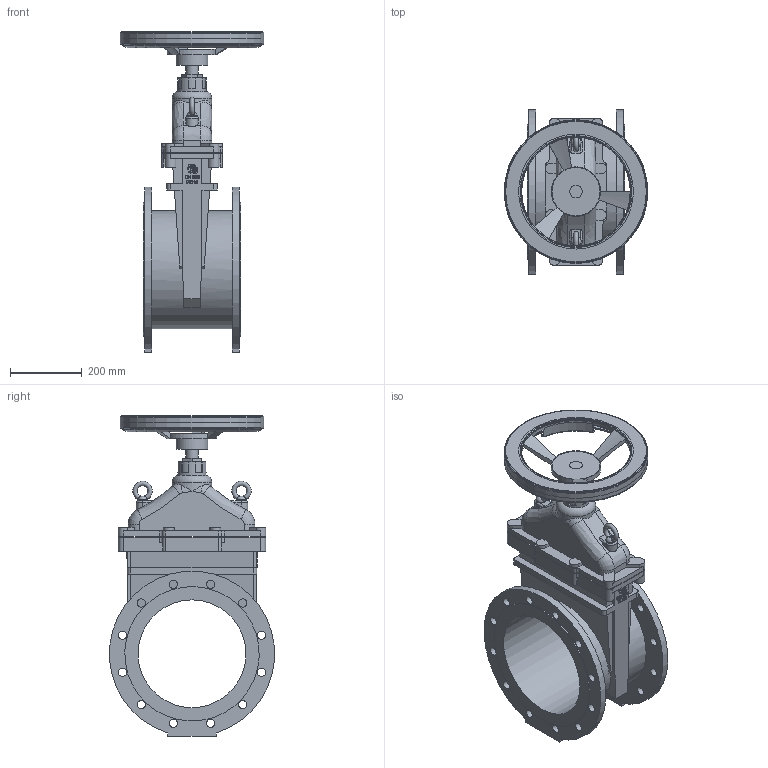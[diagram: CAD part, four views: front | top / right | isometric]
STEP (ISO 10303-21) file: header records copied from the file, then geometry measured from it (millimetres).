
FILE_DESCRIPTION(('STEP AP203'), '1');
FILE_NAME('3D_100-300-10', '', ('UNSPECIFIED'), ('UNSPECIFIED'), 'C3D Converter', 'C3D Toolkit', '');
FILE_SCHEMA(('CONFIG_CONTROL_DESIGN'));
Length unit declared in the file: millimetre
Bounding box: 400 x 458.98 x 893 mm (x, y, z)
Volume: 21567243.5 mm3; surface area: 1850869.9 mm2
Topology: 2 solids, 2 shells, 3787 faces, 11193 edges, 7454 vertices
Faces by surface type: plane 3548, cylinder 98, cone 89, torus 26, bspline 26
Full cylindrical faces by diameter (mm): 23 x24, 28 x2, 35 x2, 80 x1, 88.889 x1, 110 x1, 130.937 x1, 300 x1, 311.111 x1, 328 x1, 374 x2, 391.111 x1, 400 x1
Entity records: 160407 total; most frequent: CARTESIAN_POINT 29017, ORIENTED_EDGE 22166, DIRECTION 18968, EDGE_CURVE 11083, LINE 10482, VECTOR 10482, VERTEX_POINT 7454, AXIS2_PLACEMENT_3D 4243
